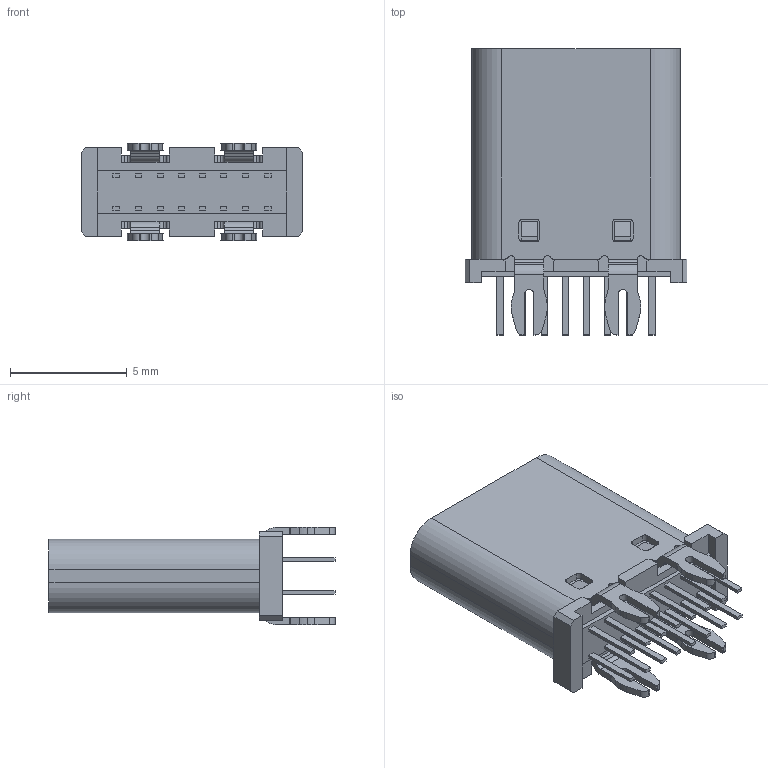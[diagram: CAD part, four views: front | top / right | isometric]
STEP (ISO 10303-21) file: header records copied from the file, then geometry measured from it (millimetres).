
FILE_DESCRIPTION (( 'STEP AP214' ), '1' );
FILE_NAME ('UJ20-C-V-C-2-SMT-TR.STEP', '2025-04-09T09:24:47', ( 'LENOVO' ), ( '' ), 'SwSTEP 2.0', 'SolidWorks 2021', '' );
FILE_SCHEMA (( 'AUTOMOTIVE_DESIGN' ));
Length unit declared in the file: millimetre
Products named in the file (1): UJ20-C-V-C-2-SMT-TR
Bounding box: 9.5 x 12.25 x 4.16 mm (x, y, z)
Volume: 197.7 mm3; surface area: 741.4 mm2
Topology: 36 solids, 36 shells, 698 faces, 1803 edges, 1186 vertices
Faces by surface type: plane 514, cylinder 168, cone 12, torus 4
Entity records: 21531 total; most frequent: CARTESIAN_POINT 3790, ORIENTED_EDGE 3606, DIRECTION 3533, EDGE_CURVE 1803, VECTOR 1443, LINE 1443, VERTEX_POINT 1186, AXIS2_PLACEMENT_3D 1045
